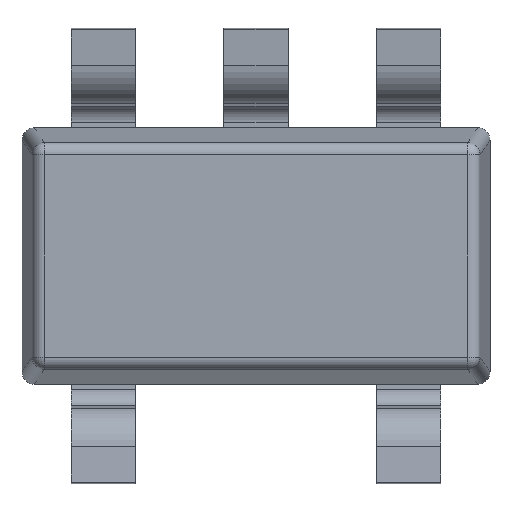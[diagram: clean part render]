
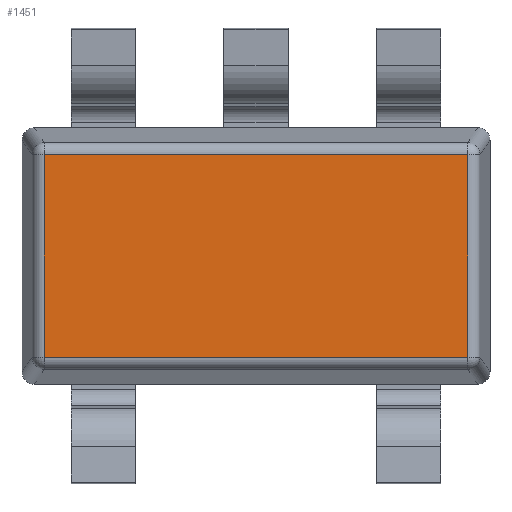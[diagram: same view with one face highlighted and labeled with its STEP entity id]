
A CAD part, front view. The second image highlights one B-rep face of the part: STEP entity #1451.
In plain terms, the highlighted planar face has unit normal (0, -1, 0).
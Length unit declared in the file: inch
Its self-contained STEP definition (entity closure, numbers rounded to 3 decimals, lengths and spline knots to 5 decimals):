
#661=DIRECTION('',(0.,0.,1.));
#662=VECTOR('',#661,0.04985);
#663=CARTESIAN_POINT('',(0.05202,-0.029,-0.02493));
#664=LINE('',#663,#662);
#675=DIRECTION('',(1.,0.,0.));
#676=VECTOR('',#675,0.10404);
#677=CARTESIAN_POINT('',(-0.05202,-0.029,-0.02493));
#678=LINE('',#677,#676);
#713=DIRECTION('',(0.,0.,-1.));
#714=VECTOR('',#713,0.04985);
#715=CARTESIAN_POINT('',(-0.05202,-0.029,0.02493));
#716=LINE('',#715,#714);
#765=DIRECTION('',(-1.,0.,0.));
#766=VECTOR('',#765,0.10404);
#767=CARTESIAN_POINT('',(0.05202,-0.029,0.02493));
#768=LINE('',#767,#766);
#833=CARTESIAN_POINT('',(0.05202,-0.029,-0.02493));
#834=CARTESIAN_POINT('',(0.05202,-0.029,0.02493));
#835=VERTEX_POINT('',#833);
#836=VERTEX_POINT('',#834);
#891=CARTESIAN_POINT('',(-0.05202,-0.029,-0.02493));
#892=VERTEX_POINT('',#891);
#913=CARTESIAN_POINT('',(-0.05202,-0.029,0.02493));
#914=VERTEX_POINT('',#913);
#1437=CARTESIAN_POINT('',(0.,-0.029,0.));
#1438=DIRECTION('',(0.,-1.,0.));
#1439=DIRECTION('',(-1.,0.,0.));
#1440=AXIS2_PLACEMENT_3D('',#1437,#1438,#1439);
#1441=PLANE('',#1440);
#1442=ORIENTED_EDGE('',*,*,#1428,.F.);
#1444=ORIENTED_EDGE('',*,*,#1443,.F.);
#1446=ORIENTED_EDGE('',*,*,#1445,.F.);
#1448=ORIENTED_EDGE('',*,*,#1447,.F.);
#1449=EDGE_LOOP('',(#1442,#1444,#1446,#1448));
#1450=FACE_OUTER_BOUND('',#1449,.F.);
#1451=ADVANCED_FACE('',(#1450),#1441,.T.);
#1428=EDGE_CURVE('',#835,#836,#664,.T.);
#1443=EDGE_CURVE('',#892,#835,#678,.T.);
#1445=EDGE_CURVE('',#914,#892,#716,.T.);
#1447=EDGE_CURVE('',#836,#914,#768,.T.);
